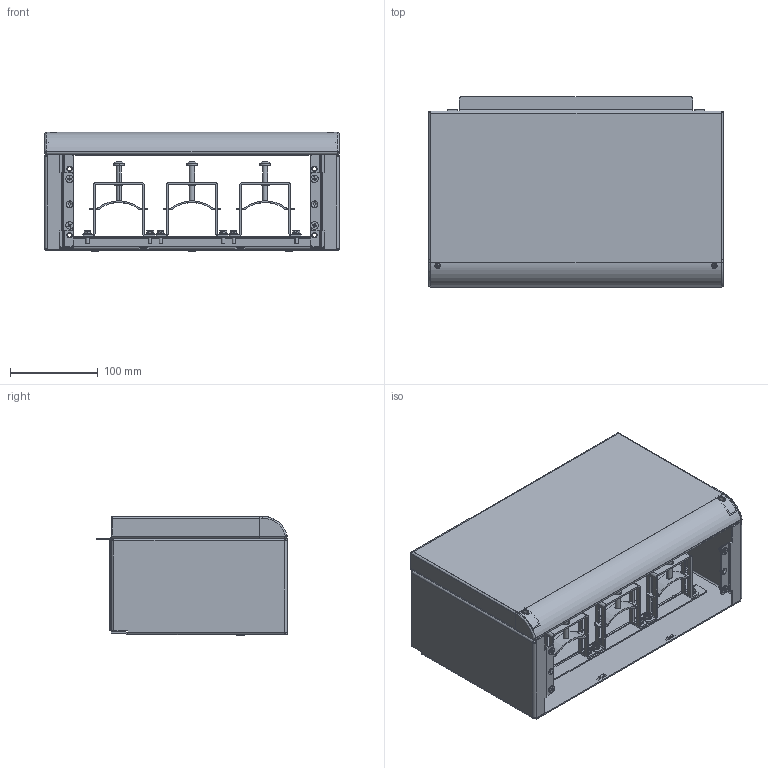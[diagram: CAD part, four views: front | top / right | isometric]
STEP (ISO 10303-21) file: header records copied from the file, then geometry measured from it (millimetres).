
FILE_DESCRIPTION (( 'STEP AP214' ), '1' );
FILE_NAME ('15461788_CFW500-KPCSG.STEP', '2022-06-06T20:42:38', ( '' ), ( '' ), 'SwSTEP 2.0', 'SolidWorks 2021', '' );
FILE_SCHEMA (( 'AUTOMOTIVE_DESIGN' ));
Length unit declared in the file: inch
Products named in the file (1): 15461788_CFW500-KPCSG
Bounding box: 335 x 216.42 x 135.75 mm (x, y, z)
Volume: 344346.7 mm3; surface area: 527293.6 mm2
Topology: 31 solids, 31 shells, 1545 faces, 3952 edges, 2518 vertices
Faces by surface type: plane 760, cylinder 420, cone 202, bspline 163
Entity records: 55692 total; most frequent: CARTESIAN_POINT 18403, ORIENTED_EDGE 7856, DIRECTION 7492, EDGE_CURVE 3928, AXIS2_PLACEMENT_3D 2707, VERTEX_POINT 2518, LINE 2078, VECTOR 2078
